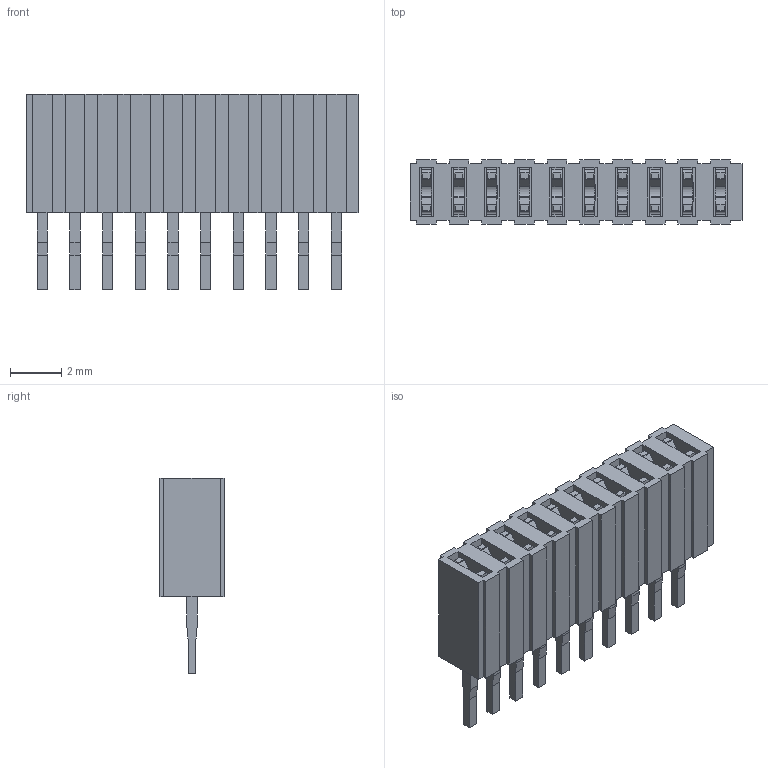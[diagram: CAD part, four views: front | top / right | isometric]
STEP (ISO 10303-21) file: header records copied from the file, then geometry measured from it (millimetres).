
FILE_DESCRIPTION( ('This file contains a STEP AP42 implementation' ,'as created by ZW3D STEP Interface translator.') ,'2;1' );
FILE_NAME( '2346-1XXSXXXYNX3.stp' ,'23 411.104148', (''), ('ZWCAD Software Co.'), 'Version 1.0', 'ZW3D to STEP translator', '' );
FILE_SCHEMA(('AUTOMOTIVE_DESIGN { 1 0 10303 214 1 1 1 1 }'));
Length unit declared in the file: millimetre
Products named in the file (2): 0; 2346-124SXXXYNX3
Bounding box: 12.9 x 2.5 x 7.6 mm (x, y, z)
Surface area: 613.9 mm2 (no closed solid volume)
Topology: 0 solids, 1 shells, 689 faces, 2094 edges, 1383 vertices
Faces by surface type: plane 539, cylinder 110, bspline 40
Entity records: 24358 total; most frequent: CARTESIAN_POINT 4720, ORIENTED_EDGE 4206, DIRECTION 3615, EDGE_CURVE 2091, VECTOR 1787, LINE 1787, VERTEX_POINT 1379, AXIS2_PLACEMENT_3D 914
